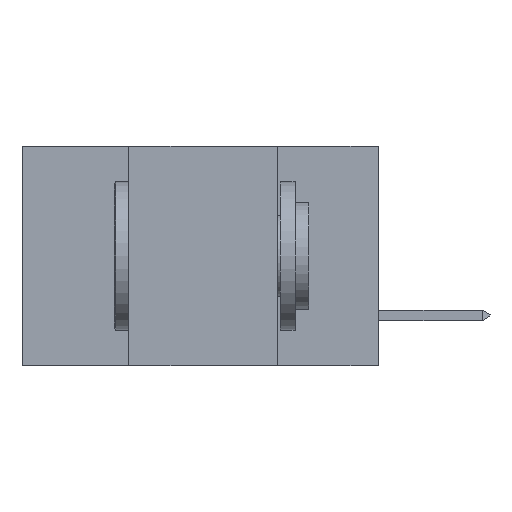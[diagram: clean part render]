
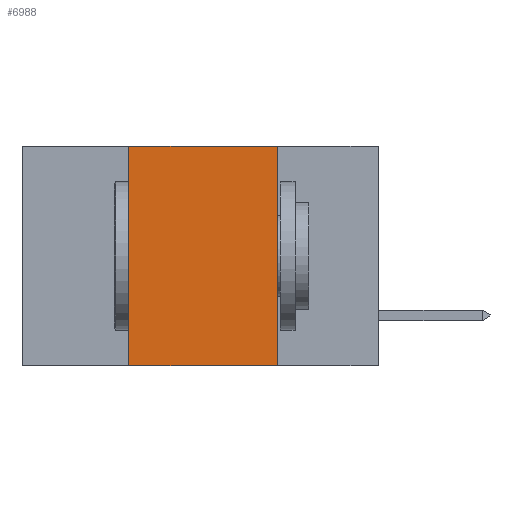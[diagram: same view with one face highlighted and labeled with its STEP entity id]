
A CAD part, left-side view. The second image highlights one B-rep face of the part: STEP entity #6988.
In plain terms, the highlighted planar face has unit normal (-1, 0, 0).
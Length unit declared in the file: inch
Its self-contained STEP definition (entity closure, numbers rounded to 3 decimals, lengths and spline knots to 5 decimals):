
#151 = ORIENTED_EDGE ( 'NONE', *, *, #3379, .T. ) ;
#462 = VECTOR ( 'NONE', #5328, 39.37008 ) ;
#1059 = DIRECTION ( 'NONE',  ( 0., -1., 0. ) ) ;
#1068 = VERTEX_POINT ( 'NONE', #7340 ) ;
#1134 = EDGE_CURVE ( 'NONE', #1068, #9101, #8520, .T. ) ;
#1150 = CARTESIAN_POINT ( 'NONE',  ( 0., 0.17, 0. ) ) ;
#1208 = AXIS2_PLACEMENT_3D ( 'NONE', #10525, #11049, #3434 ) ;
#1928 = VERTEX_POINT ( 'NONE', #11074 ) ;
#1944 = ORIENTED_EDGE ( 'NONE', *, *, #1134, .F. ) ;
#2195 = PLANE ( 'NONE',  #1208 ) ;
#2511 = CARTESIAN_POINT ( 'NONE',  ( 0., 0.42, 0. ) ) ;
#2762 = LINE ( 'NONE', #5901, #462 ) ;
#2911 = DIRECTION ( 'NONE',  ( 0., 0., -1. ) ) ;
#2988 = FACE_OUTER_BOUND ( 'NONE', #9401, .T. ) ;
#3379 = EDGE_CURVE ( 'NONE', #1928, #9101, #5275, .T. ) ;
#3434 = DIRECTION ( 'NONE',  ( 0., 0., -1. ) ) ;
#4919 = VERTEX_POINT ( 'NONE', #8254 ) ;
#5095 = DIRECTION ( 'NONE',  ( 0., 0., 1. ) ) ;
#5275 = LINE ( 'NONE', #5967, #8199 ) ;
#5328 = DIRECTION ( 'NONE',  ( 0., -1., 0. ) ) ;
#5901 = CARTESIAN_POINT ( 'NONE',  ( 0., 0.6, 0. ) ) ;
#5967 = CARTESIAN_POINT ( 'NONE',  ( 0., 0.6, -0.37 ) ) ;
#6125 = VECTOR ( 'NONE', #2911, 39.37008 ) ;
#6198 = EDGE_CURVE ( 'NONE', #4919, #1068, #2762, .T. ) ;
#6988 = ADVANCED_FACE ( 'NONE', ( #2988 ), #2195, .F. ) ;
#7340 = CARTESIAN_POINT ( 'NONE',  ( 0., 0.17, 0. ) ) ;
#8199 = VECTOR ( 'NONE', #1059, 39.37008 ) ;
#8254 = CARTESIAN_POINT ( 'NONE',  ( 0., 0.42, 0. ) ) ;
#8520 = LINE ( 'NONE', #1150, #6125 ) ;
#8747 = CARTESIAN_POINT ( 'NONE',  ( 0., 0.17, -0.37 ) ) ;
#9003 = ORIENTED_EDGE ( 'NONE', *, *, #10311, .F. ) ;
#9101 = VERTEX_POINT ( 'NONE', #8747 ) ;
#9295 = ORIENTED_EDGE ( 'NONE', *, *, #6198, .F. ) ;
#9401 = EDGE_LOOP ( 'NONE', ( #1944, #9295, #9003, #151 ) ) ;
#9610 = VECTOR ( 'NONE', #5095, 39.37008 ) ;
#9887 = LINE ( 'NONE', #2511, #9610 ) ;
#10311 = EDGE_CURVE ( 'NONE', #1928, #4919, #9887, .T. ) ;
#10525 = CARTESIAN_POINT ( 'NONE',  ( 0., 0.6, 0. ) ) ;
#11049 = DIRECTION ( 'NONE',  ( 1., 0., 0. ) ) ;
#11074 = CARTESIAN_POINT ( 'NONE',  ( 0., 0.42, -0.37 ) ) ;
